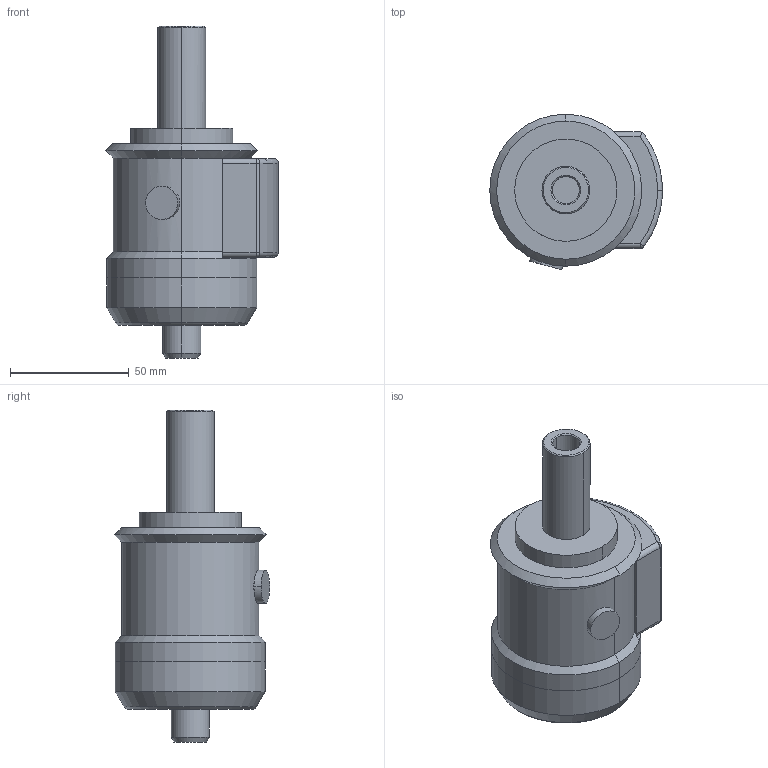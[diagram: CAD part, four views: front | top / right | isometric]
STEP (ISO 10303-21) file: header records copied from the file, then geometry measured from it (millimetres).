
FILE_DESCRIPTION(('CATIA V5 STEP','CAx-IF Rec.Pracs.--- Model Styling and Organization---1.2---2011-12-15'),'2;1');
FILE_NAME('TJS 20K ST20R.stp','2015-01-18T10:57:27+00:00',('none'),('none'),'CATIA Version 5 Release 21 SP 5 (IN-10)','CATIA V5 STEP AP214','none');
FILE_SCHEMA(('AUTOMOTIVE_DESIGN { 1 0 10303 214 1 1 1 1 }'));
Length unit declared in the file: millimetre
Products named in the file (1): TJS 20K ST20R 
Bounding box: 72.43 x 65.3 x 139.5 mm (x, y, z)
Volume: 260462.5 mm3; surface area: 30217.5 mm2
Topology: 1 solids, 1 shells, 68 faces, 156 edges, 94 vertices
Faces by surface type: cylinder 27, plane 19, cone 14, torus 6, sphere 2
Entity records: 2297 total; most frequent: CARTESIAN_POINT 821, ORIENTED_EDGE 308, DIRECTION 261, EDGE_CURVE 154, AXIS2_PLACEMENT_3D 133, VERTEX_POINT 94, EDGE_LOOP 74, ADVANCED_FACE 68
